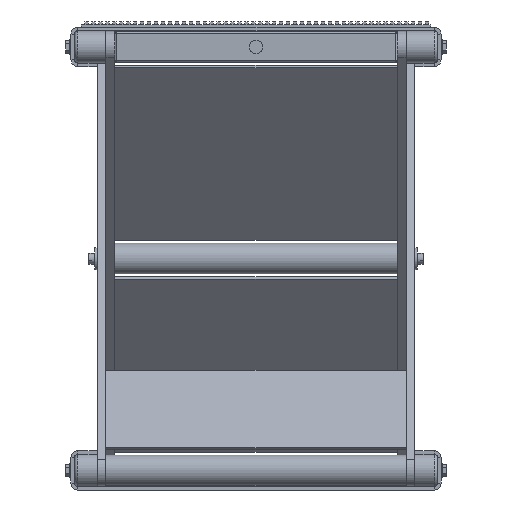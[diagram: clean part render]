
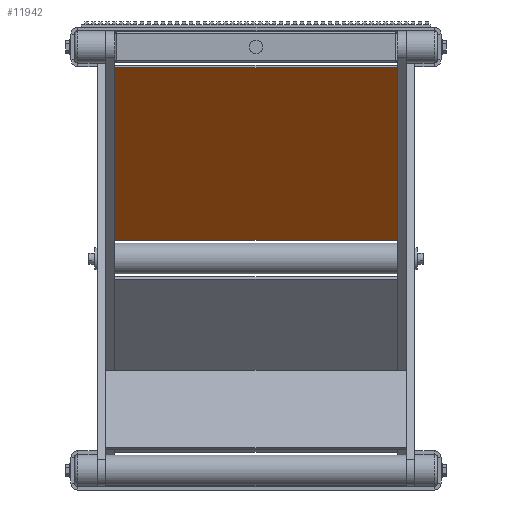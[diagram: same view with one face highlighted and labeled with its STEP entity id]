
A CAD part, left-side view. The second image highlights one B-rep face of the part: STEP entity #11942.
In plain terms, the highlighted face is planar.
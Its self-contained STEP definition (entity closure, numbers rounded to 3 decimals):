
#777=FACE_OUTER_BOUND('',#1514,.T.);
#1514=EDGE_LOOP('',(#8463,#8464,#8465,#8466));
#2221=LINE('',#17614,#3717);
#2223=LINE('',#17619,#3719);
#2228=LINE('',#17627,#3724);
#2229=LINE('',#17629,#3725);
#3717=VECTOR('',#14443,0.039);
#3719=VECTOR('',#14447,0.039);
#3724=VECTOR('',#14454,0.039);
#3725=VECTOR('',#14457,0.039);
#5231=VERTEX_POINT('',#17611);
#5232=VERTEX_POINT('',#17613);
#5233=VERTEX_POINT('',#17617);
#5234=VERTEX_POINT('',#17618);
#6463=EDGE_CURVE('',#5231,#5232,#2221,.T.);
#6465=EDGE_CURVE('',#5233,#5234,#2223,.F.);
#6470=EDGE_CURVE('',#5232,#5233,#2228,.T.);
#6471=EDGE_CURVE('',#5231,#5234,#2229,.T.);
#8463=ORIENTED_EDGE('',*,*,#6470,.F.);
#8464=ORIENTED_EDGE('',*,*,#6463,.F.);
#8465=ORIENTED_EDGE('',*,*,#6471,.T.);
#8466=ORIENTED_EDGE('',*,*,#6465,.F.);
#11274=PLANE('',#13007);
#11942=ADVANCED_FACE('',(#777),#11274,.F.);
#13007=AXIS2_PLACEMENT_3D('',#17628,#14455,#14456);
#14443=DIRECTION('',(-1.,0.,0.));
#14447=DIRECTION('',(-1.,0.,0.));
#14454=DIRECTION('',(0.,0.,1.));
#14455=DIRECTION('center_axis',(0.,1.,0.));
#14456=DIRECTION('ref_axis',(-1.,0.,0.));
#14457=DIRECTION('',(0.,0.,1.));
#17611=CARTESIAN_POINT('',(-19.05,-1.27,3.175));
#17613=CARTESIAN_POINT('',(-187.96,-1.27,3.175));
#17614=CARTESIAN_POINT('',(-103.505,-1.27,3.175));
#17617=CARTESIAN_POINT('',(-187.96,-1.27,208.915));
#17618=CARTESIAN_POINT('',(-19.05,-1.27,208.915));
#17619=CARTESIAN_POINT('',(-103.505,-1.27,208.915));
#17627=CARTESIAN_POINT('',(-187.96,-1.27,106.045));
#17628=CARTESIAN_POINT('Origin',(187.96,-1.27,3.175));
#17629=CARTESIAN_POINT('',(-19.05,-1.27,106.045));
